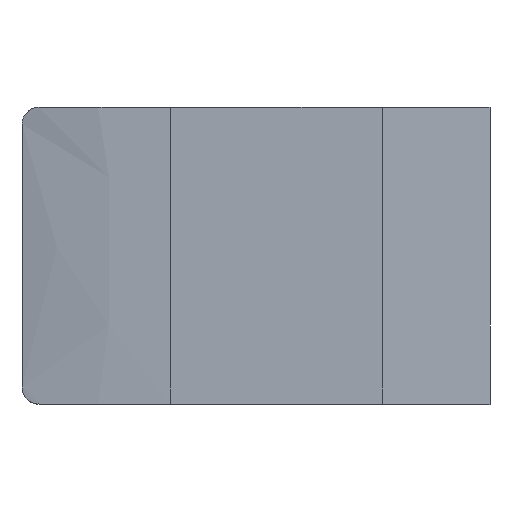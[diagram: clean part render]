
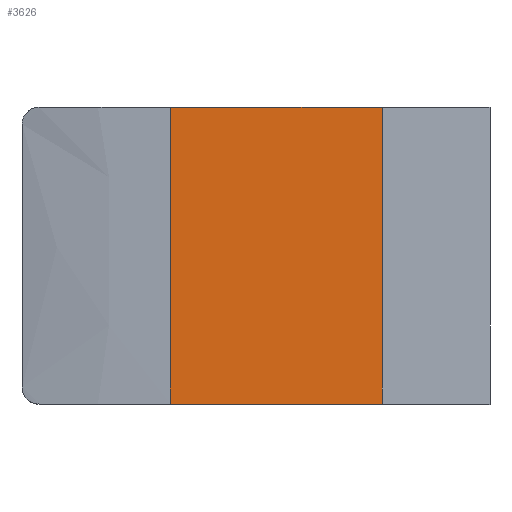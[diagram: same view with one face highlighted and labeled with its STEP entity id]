
A CAD part, top view. The second image highlights one B-rep face of the part: STEP entity #3626.
In plain terms, the highlighted planar face has unit normal (0, 0, 1).
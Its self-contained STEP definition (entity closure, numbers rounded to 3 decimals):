
#75 = LINE ( 'NONE', #1625, #1228 ) ;
#265 = VECTOR ( 'NONE', #884, 1000. ) ;
#286 = VERTEX_POINT ( 'NONE', #1458 ) ;
#690 = VECTOR ( 'NONE', #1442, 1000. ) ;
#884 = DIRECTION ( 'NONE',  ( 1., 0., 0. ) ) ;
#1027 = ORIENTED_EDGE ( 'NONE', *, *, #2574, .T. ) ;
#1049 = LINE ( 'NONE', #2891, #690 ) ;
#1158 = AXIS2_PLACEMENT_3D ( 'NONE', #4578, #1866, #1916 ) ;
#1215 = EDGE_CURVE ( 'NONE', #286, #3788, #4217, .T. ) ;
#1220 = ORIENTED_EDGE ( 'NONE', *, *, #1215, .F. ) ;
#1228 = VECTOR ( 'NONE', #2022, 1000. ) ;
#1442 = DIRECTION ( 'NONE',  ( 0., -1., 0. ) ) ;
#1458 = CARTESIAN_POINT ( 'NONE',  ( -55.972, 26., 0. ) ) ;
#1625 = CARTESIAN_POINT ( 'NONE',  ( -18.857, 26., 0. ) ) ;
#1640 = CARTESIAN_POINT ( 'NONE',  ( -18.857, 26., 0. ) ) ;
#1858 = CARTESIAN_POINT ( 'NONE',  ( -55.972, 26., 0. ) ) ;
#1866 = DIRECTION ( 'NONE',  ( 0., 0., -1. ) ) ;
#1904 = CARTESIAN_POINT ( 'NONE',  ( -55.972, -26., 0. ) ) ;
#1916 = DIRECTION ( 'NONE',  ( -1., 0., 0. ) ) ;
#2022 = DIRECTION ( 'NONE',  ( 0., -1., 0. ) ) ;
#2114 = VECTOR ( 'NONE', #4932, 1000. ) ;
#2234 = FACE_OUTER_BOUND ( 'NONE', #2687, .T. ) ;
#2314 = PLANE ( 'NONE',  #1158 ) ;
#2574 = EDGE_CURVE ( 'NONE', #2747, #3767, #3195, .T. ) ;
#2687 = EDGE_LOOP ( 'NONE', ( #1027, #3685, #1220, #3550 ) ) ;
#2747 = VERTEX_POINT ( 'NONE', #1904 ) ;
#2891 = CARTESIAN_POINT ( 'NONE',  ( -55.972, 26., 0. ) ) ;
#3195 = LINE ( 'NONE', #4733, #265 ) ;
#3351 = EDGE_CURVE ( 'NONE', #3788, #3767, #75, .T. ) ;
#3550 = ORIENTED_EDGE ( 'NONE', *, *, #4875, .T. ) ;
#3626 = ADVANCED_FACE ( 'NONE', ( #2234 ), #2314, .F. ) ;
#3685 = ORIENTED_EDGE ( 'NONE', *, *, #3351, .F. ) ;
#3767 = VERTEX_POINT ( 'NONE', #4657 ) ;
#3788 = VERTEX_POINT ( 'NONE', #1640 ) ;
#4217 = LINE ( 'NONE', #1858, #2114 ) ;
#4578 = CARTESIAN_POINT ( 'NONE',  ( -55.972, 26., 0. ) ) ;
#4657 = CARTESIAN_POINT ( 'NONE',  ( -18.857, -26., 0. ) ) ;
#4733 = CARTESIAN_POINT ( 'NONE',  ( -55.972, -26., 0. ) ) ;
#4875 = EDGE_CURVE ( 'NONE', #286, #2747, #1049, .T. ) ;
#4932 = DIRECTION ( 'NONE',  ( 1., 0., 0. ) ) ;
